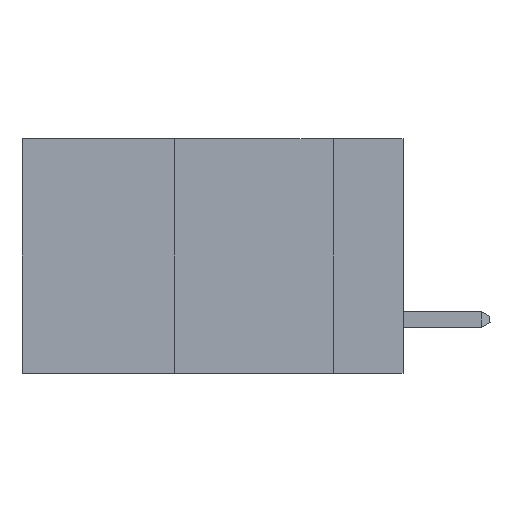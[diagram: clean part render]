
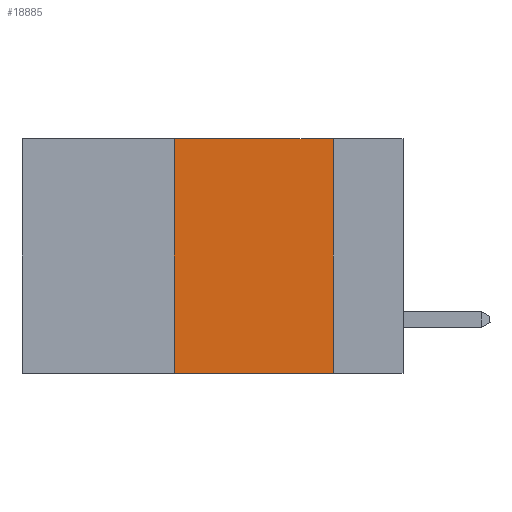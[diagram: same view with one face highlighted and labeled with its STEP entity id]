
A CAD part, left-side view. The second image highlights one B-rep face of the part: STEP entity #18885.
In plain terms, the highlighted planar face has unit normal (-1, 0, 0).
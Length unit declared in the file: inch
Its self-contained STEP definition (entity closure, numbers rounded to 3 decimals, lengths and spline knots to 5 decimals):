
#692 = DIRECTION ( 'NONE',  ( 1., 0., 0. ) ) ;
#990 = EDGE_LOOP ( 'NONE', ( #19514, #11703, #17883, #6564 ) ) ;
#1555 = CARTESIAN_POINT ( 'NONE',  ( 0., 0.6, 0. ) ) ;
#1607 = VECTOR ( 'NONE', #12115, 39.37008 ) ;
#1733 = LINE ( 'NONE', #2902, #13239 ) ;
#2125 = EDGE_CURVE ( 'NONE', #26823, #6404, #24052, .T. ) ;
#2416 = LINE ( 'NONE', #26131, #1607 ) ;
#2675 = EDGE_CURVE ( 'NONE', #6404, #8142, #8607, .T. ) ;
#2902 = CARTESIAN_POINT ( 'NONE',  ( 0., 0.6, -0.37 ) ) ;
#5291 = DIRECTION ( 'NONE',  ( 0., 0., -1. ) ) ;
#6404 = VERTEX_POINT ( 'NONE', #13379 ) ;
#6564 = ORIENTED_EDGE ( 'NONE', *, *, #29302, .T. ) ;
#8142 = VERTEX_POINT ( 'NONE', #18677 ) ;
#8607 = LINE ( 'NONE', #25436, #14383 ) ;
#11615 = PLANE ( 'NONE',  #28656 ) ;
#11669 = CARTESIAN_POINT ( 'NONE',  ( 0., 0.36, 0. ) ) ;
#11703 = ORIENTED_EDGE ( 'NONE', *, *, #2125, .F. ) ;
#12115 = DIRECTION ( 'NONE',  ( 0., 0., 1. ) ) ;
#13030 = CARTESIAN_POINT ( 'NONE',  ( 0., 0.36, -0.37 ) ) ;
#13239 = VECTOR ( 'NONE', #14601, 39.37008 ) ;
#13379 = CARTESIAN_POINT ( 'NONE',  ( 0., 0.11, 0. ) ) ;
#14383 = VECTOR ( 'NONE', #27292, 39.37008 ) ;
#14601 = DIRECTION ( 'NONE',  ( 0., -1., 0. ) ) ;
#17883 = ORIENTED_EDGE ( 'NONE', *, *, #27037, .F. ) ;
#18156 = DIRECTION ( 'NONE',  ( 0., -1., 0. ) ) ;
#18287 = VECTOR ( 'NONE', #18156, 39.37008 ) ;
#18677 = CARTESIAN_POINT ( 'NONE',  ( 0., 0.11, -0.37 ) ) ;
#18679 = CARTESIAN_POINT ( 'NONE',  ( 0., 0.6, 0. ) ) ;
#18885 = ADVANCED_FACE ( 'NONE', ( #29270 ), #11615, .F. ) ;
#19514 = ORIENTED_EDGE ( 'NONE', *, *, #2675, .F. ) ;
#23054 = VERTEX_POINT ( 'NONE', #13030 ) ;
#24052 = LINE ( 'NONE', #1555, #18287 ) ;
#25436 = CARTESIAN_POINT ( 'NONE',  ( 0., 0.11, 0. ) ) ;
#26131 = CARTESIAN_POINT ( 'NONE',  ( 0., 0.36, 0. ) ) ;
#26823 = VERTEX_POINT ( 'NONE', #11669 ) ;
#27037 = EDGE_CURVE ( 'NONE', #23054, #26823, #2416, .T. ) ;
#27292 = DIRECTION ( 'NONE',  ( 0., 0., -1. ) ) ;
#28656 = AXIS2_PLACEMENT_3D ( 'NONE', #18679, #692, #5291 ) ;
#29270 = FACE_OUTER_BOUND ( 'NONE', #990, .T. ) ;
#29302 = EDGE_CURVE ( 'NONE', #23054, #8142, #1733, .T. ) ;
